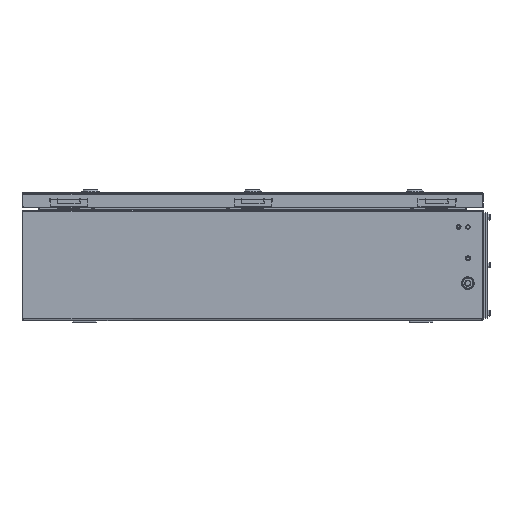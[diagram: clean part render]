
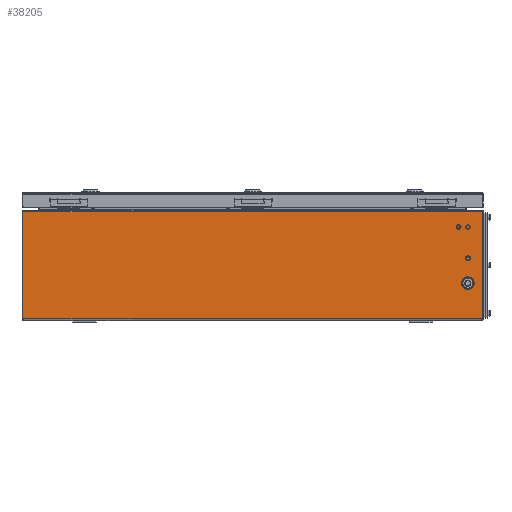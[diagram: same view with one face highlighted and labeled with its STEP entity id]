
A CAD part, left-side view. The second image highlights one B-rep face of the part: STEP entity #38205.
In plain terms, the highlighted planar face has unit normal (-1, 0, 0).
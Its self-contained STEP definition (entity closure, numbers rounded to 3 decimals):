
#402 = VERTEX_POINT ( 'NONE', #5813 ) ;
#2721 = DIRECTION ( 'NONE',  ( 0., 0., 1. ) ) ;
#5080 = DIRECTION ( 'NONE',  ( 0., 1., 0. ) ) ;
#5787 = VERTEX_POINT ( 'NONE', #21799 ) ;
#5813 = CARTESIAN_POINT ( 'NONE',  ( -275., -350.55, 60. ) ) ;
#6475 = CARTESIAN_POINT ( 'NONE',  ( -275., -368.493, 174.3 ) ) ;
#9716 = FACE_OUTER_BOUND ( 'NONE', #16924, .T. ) ;
#9871 = VECTOR ( 'NONE', #5080, 1000. ) ;
#9912 = CARTESIAN_POINT ( 'NONE',  ( -275., -368.493, 177. ) ) ;
#9964 = CARTESIAN_POINT ( 'NONE',  ( -275., -345., 60. ) ) ;
#10412 = VECTOR ( 'NONE', #16203, 1000. ) ;
#10981 = EDGE_CURVE ( 'NONE', #402, #15932, #37681, .T. ) ;
#11248 = DIRECTION ( 'NONE',  ( 0., 0., 1. ) ) ;
#11714 = FACE_BOUND ( 'NONE', #31417, .T. ) ;
#13135 = DIRECTION ( 'NONE',  ( 0., 0., 1. ) ) ;
#14262 = CIRCLE ( 'NONE', #32916, 5.55 ) ;
#15301 = EDGE_CURVE ( 'NONE', #34561, #5787, #32560, .T. ) ;
#15932 = VERTEX_POINT ( 'NONE', #31336 ) ;
#16203 = DIRECTION ( 'NONE',  ( 0., 0., -1. ) ) ;
#16924 = EDGE_LOOP ( 'NONE', ( #30844, #25306, #27512, #26570 ) ) ;
#17364 = PLANE ( 'NONE',  #29472 ) ;
#17548 = EDGE_CURVE ( 'NONE', #36207, #34561, #18697, .T. ) ;
#17718 = CARTESIAN_POINT ( 'NONE',  ( -275., 368.493, 174.3 ) ) ;
#18465 = VECTOR ( 'NONE', #39524, 1000. ) ;
#18697 = LINE ( 'NONE', #9912, #10412 ) ;
#20113 = CARTESIAN_POINT ( 'NONE',  ( -275., -4070., 3. ) ) ;
#20201 = EDGE_CURVE ( 'NONE', #5787, #38741, #26735, .T. ) ;
#20243 = AXIS2_PLACEMENT_3D ( 'NONE', #40114, #21422, #2721 ) ;
#20611 = CARTESIAN_POINT ( 'NONE',  ( -275., -368.493, 174.3 ) ) ;
#21422 = DIRECTION ( 'NONE',  ( -1., 0., 0. ) ) ;
#21799 = CARTESIAN_POINT ( 'NONE',  ( -275., 368.493, 3. ) ) ;
#23267 = DIRECTION ( 'NONE',  ( 0., 1., 0. ) ) ;
#23625 = CARTESIAN_POINT ( 'NONE',  ( -275., -4070., 177. ) ) ;
#25306 = ORIENTED_EDGE ( 'NONE', *, *, #20201, .F. ) ;
#26570 = ORIENTED_EDGE ( 'NONE', *, *, #17548, .F. ) ;
#26735 = LINE ( 'NONE', #36393, #18465 ) ;
#27512 = ORIENTED_EDGE ( 'NONE', *, *, #15301, .F. ) ;
#28494 = EDGE_CURVE ( 'NONE', #36207, #38741, #31821, .T. ) ;
#29472 = AXIS2_PLACEMENT_3D ( 'NONE', #23625, #29897, #11248 ) ;
#29669 = EDGE_CURVE ( 'NONE', #15932, #402, #14262, .T. ) ;
#29897 = DIRECTION ( 'NONE',  ( 1., 0., 0. ) ) ;
#30365 = ORIENTED_EDGE ( 'NONE', *, *, #29669, .F. ) ;
#30844 = ORIENTED_EDGE ( 'NONE', *, *, #28494, .T. ) ;
#31336 = CARTESIAN_POINT ( 'NONE',  ( -275., -339.45, 60. ) ) ;
#31417 = EDGE_LOOP ( 'NONE', ( #35839, #30365 ) ) ;
#31565 = VECTOR ( 'NONE', #23267, 1000. ) ;
#31775 = DIRECTION ( 'NONE',  ( -1., 0., 0. ) ) ;
#31821 = LINE ( 'NONE', #20611, #9871 ) ;
#32560 = LINE ( 'NONE', #20113, #31565 ) ;
#32916 = AXIS2_PLACEMENT_3D ( 'NONE', #9964, #31775, #13135 ) ;
#32991 = CARTESIAN_POINT ( 'NONE',  ( -275., -368.493, 3. ) ) ;
#34561 = VERTEX_POINT ( 'NONE', #32991 ) ;
#35839 = ORIENTED_EDGE ( 'NONE', *, *, #10981, .F. ) ;
#36207 = VERTEX_POINT ( 'NONE', #6475 ) ;
#36393 = CARTESIAN_POINT ( 'NONE',  ( -275., 368.493, 177. ) ) ;
#37681 = CIRCLE ( 'NONE', #20243, 5.55 ) ;
#38205 = ADVANCED_FACE ( 'NONE', ( #11714, #9716 ), #17364, .F. ) ;
#38741 = VERTEX_POINT ( 'NONE', #17718 ) ;
#39524 = DIRECTION ( 'NONE',  ( 0., 0., 1. ) ) ;
#40114 = CARTESIAN_POINT ( 'NONE',  ( -275., -345., 60. ) ) ;
